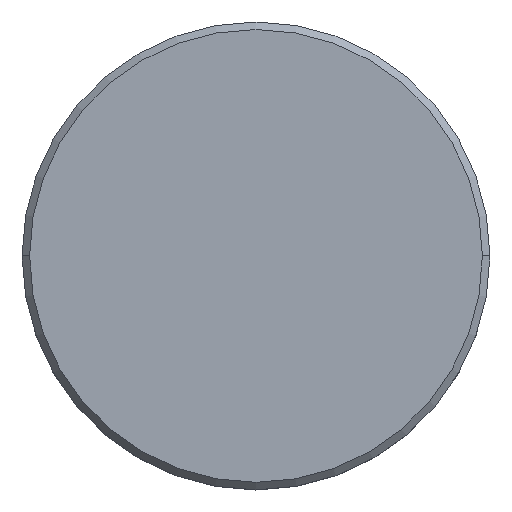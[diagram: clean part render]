
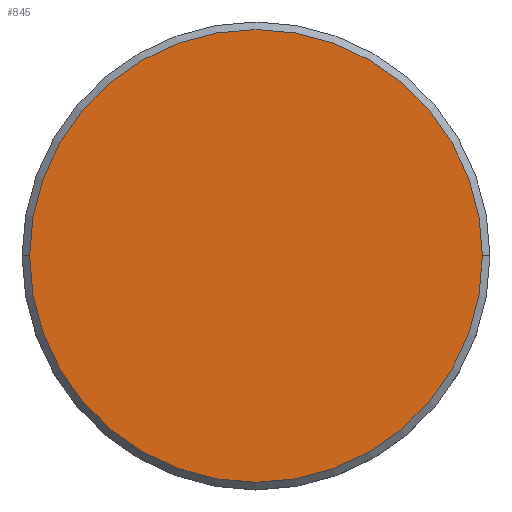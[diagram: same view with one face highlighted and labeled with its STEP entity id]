
A CAD part, top view. The second image highlights one B-rep face of the part: STEP entity #845.
In plain terms, the highlighted planar face has unit normal (0, 0, 1).
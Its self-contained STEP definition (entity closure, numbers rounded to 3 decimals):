
#24 = ORIENTED_EDGE ( 'NONE', *, *, #371, .T. ) ;
#73 = CARTESIAN_POINT ( 'NONE',  ( 0., 0., 0. ) ) ;
#87 = FACE_OUTER_BOUND ( 'NONE', #916, .T. ) ;
#178 = ORIENTED_EDGE ( 'NONE', *, *, #696, .T. ) ;
#191 = AXIS2_PLACEMENT_3D ( 'NONE', #601, #800, #423 ) ;
#243 = CARTESIAN_POINT ( 'NONE',  ( 15., 0., 0. ) ) ;
#260 = DIRECTION ( 'NONE',  ( 1., 0., 0. ) ) ;
#371 = EDGE_CURVE ( 'NONE', #781, #777, #961, .T. ) ;
#412 = CARTESIAN_POINT ( 'NONE',  ( -15., 0., 0. ) ) ;
#423 = DIRECTION ( 'NONE',  ( 1., 0., 0. ) ) ;
#525 = DIRECTION ( 'NONE',  ( 0., 0., 1. ) ) ;
#594 = DIRECTION ( 'NONE',  ( 1., 0., 0. ) ) ;
#601 = CARTESIAN_POINT ( 'NONE',  ( 0., 0., 0. ) ) ;
#648 = CIRCLE ( 'NONE', #191, 15. ) ;
#671 = CARTESIAN_POINT ( 'NONE',  ( 0., 0., 0. ) ) ;
#696 = EDGE_CURVE ( 'NONE', #777, #781, #648, .T. ) ;
#777 = VERTEX_POINT ( 'NONE', #243 ) ;
#781 = VERTEX_POINT ( 'NONE', #412 ) ;
#800 = DIRECTION ( 'NONE',  ( 0., 0., 1. ) ) ;
#845 = ADVANCED_FACE ( 'NONE', ( #87 ), #1163, .T. ) ;
#916 = EDGE_LOOP ( 'NONE', ( #24, #178 ) ) ;
#927 = AXIS2_PLACEMENT_3D ( 'NONE', #73, #525, #260 ) ;
#961 = CIRCLE ( 'NONE', #1122, 15. ) ;
#1122 = AXIS2_PLACEMENT_3D ( 'NONE', #671, #1124, #594 ) ;
#1124 = DIRECTION ( 'NONE',  ( 0., 0., 1. ) ) ;
#1163 = PLANE ( 'NONE',  #927 ) ;
